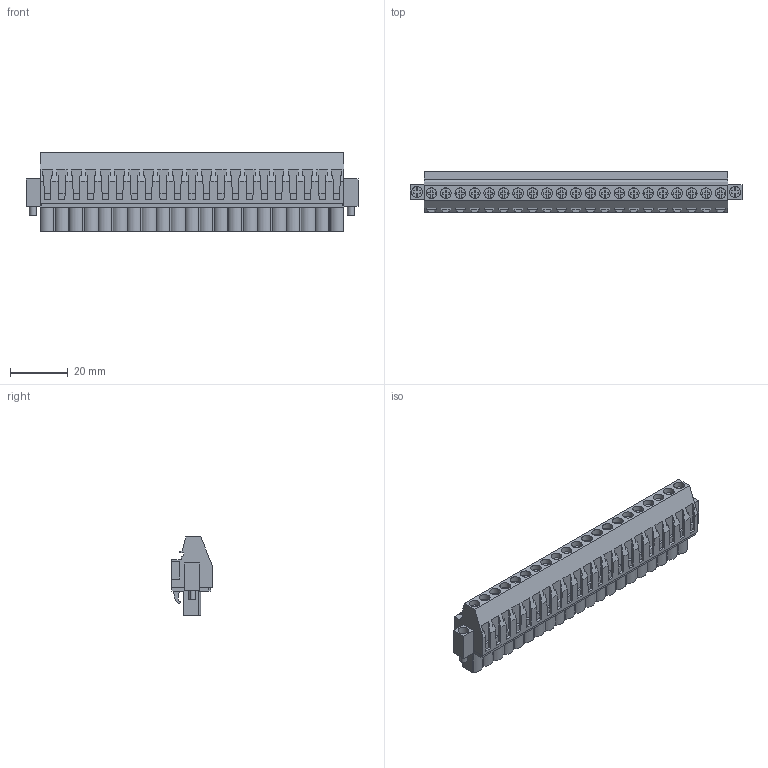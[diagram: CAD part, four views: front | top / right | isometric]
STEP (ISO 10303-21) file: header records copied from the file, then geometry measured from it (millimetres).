
FILE_DESCRIPTION(('CATIA V5 STEP Exchange','CAx-IF Rec.Pracs.--- Model Styling and Organization---1.2---2011-12-15'),'2;1');
FILE_NAME ('D1460475_0_1959250000_1959250000.stp','2017-09-20T14:54:15+00:00',('none'),('Weidmueller'),'CATIA Version 5-6 Release 2014','CATIA V5 STEP AP214','none');
FILE_SCHEMA(('AUTOMOTIVE_DESIGN { 1 0 10303 214 1 1 1 1 }'));
Length unit declared in the file: millimetre
Products named in the file (1): 1959250000
Bounding box: 114.8 x 14.05 x 27.2 mm (x, y, z)
Volume: 24312.8 mm3; surface area: 14368.3 mm2
Topology: 24 solids, 24 shells, 1378 faces, 3804 edges, 2565 vertices
Faces by surface type: plane 1161, cylinder 207, extrusion 10
Entity records: 40186 total; most frequent: ORIENTED_EDGE 7608, CARTESIAN_POINT 7331, DIRECTION 5314, EDGE_CURVE 3804, VECTOR 3276, LINE 3266, VERTEX_POINT 2565, EDGE_LOOP 1474
